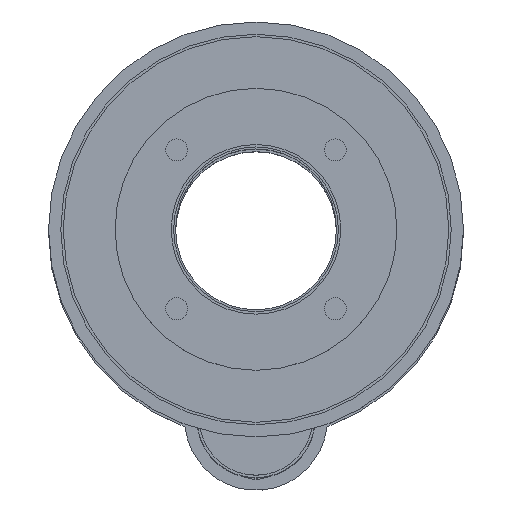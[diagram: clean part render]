
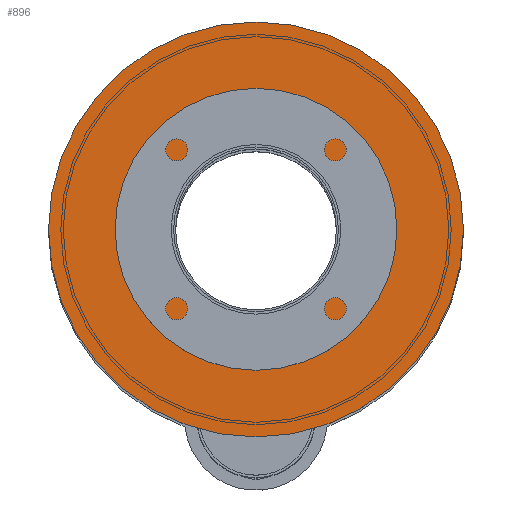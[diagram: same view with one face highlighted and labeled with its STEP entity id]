
A CAD part, top view. The second image highlights one B-rep face of the part: STEP entity #896.
In plain terms, the highlighted planar face has unit normal (0, 0, 1).
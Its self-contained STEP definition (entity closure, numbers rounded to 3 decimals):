
#138=PLANE('',#1026);
#194=FACE_BOUND('',#371,.T.);
#256=FACE_OUTER_BOUND('',#370,.T.);
#370=EDGE_LOOP('',(#798));
#371=EDGE_LOOP('',(#799));
#434=CIRCLE('',#1021,70.5);
#436=CIRCLE('',#1024,170.);
#514=VERTEX_POINT('',#1534);
#516=VERTEX_POINT('',#1539);
#610=EDGE_CURVE('',#514,#514,#434,.T.);
#612=EDGE_CURVE('',#516,#516,#436,.T.);
#798=ORIENTED_EDGE('',*,*,#612,.F.);
#799=ORIENTED_EDGE('',*,*,#610,.T.);
#896=ADVANCED_FACE('',(#256,#194),#138,.F.);
#1021=AXIS2_PLACEMENT_3D('',#1535,#1288,#1289);
#1024=AXIS2_PLACEMENT_3D('',#1540,#1294,#1295);
#1026=AXIS2_PLACEMENT_3D('',#1543,#1298,#1299);
#1288=DIRECTION('center_axis',(0.,0.,-1.));
#1289=DIRECTION('ref_axis',(-1.,0.,0.));
#1294=DIRECTION('center_axis',(0.,0.,-1.));
#1295=DIRECTION('ref_axis',(-1.,0.,0.));
#1298=DIRECTION('center_axis',(0.,0.,-1.));
#1299=DIRECTION('ref_axis',(-1.,0.,0.));
#1534=CARTESIAN_POINT('',(70.5,0.,1253.));
#1535=CARTESIAN_POINT('Origin',(0.,0.,1253.));
#1539=CARTESIAN_POINT('',(170.,0.,1253.));
#1540=CARTESIAN_POINT('Origin',(0.,0.,1253.));
#1543=CARTESIAN_POINT('Origin',(0.,0.,1253.));
